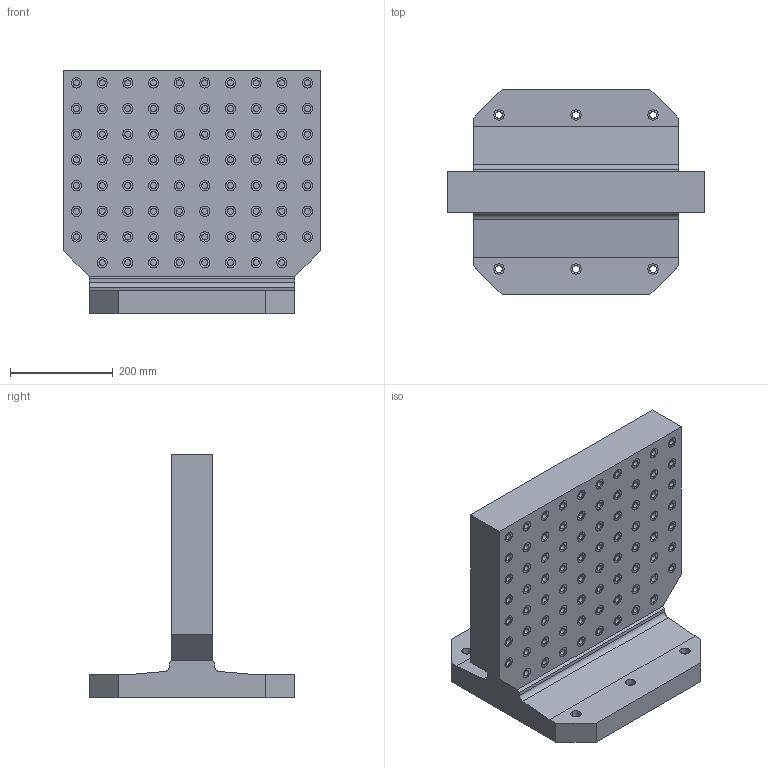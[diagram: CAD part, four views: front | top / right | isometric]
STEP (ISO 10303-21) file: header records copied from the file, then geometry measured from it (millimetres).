
FILE_DESCRIPTION(('STEP AP214'),'1');
FILE_NAME(' ',' ',('TraceParts'),('TraceParts S.A.'),'XStep 1.0',' ',' ');
FILE_SCHEMA(('automotive_design'));
Length unit declared in the file: millimetre
Products named in the file (1): 1
Bounding box: 500 x 400 x 475 mm (x, y, z)
Volume: 23414481 mm3; surface area: 1049963.8 mm2
Topology: 1 solids, 1 shells, 1001 faces, 2030 edges, 1352 vertices
Faces by surface type: cylinder 656, plane 345
Entity records: 51850 total; most frequent: DIRECTION 5346, STYLED_ITEM 4384, PRESENTATION_STYLE_ASSIGNMENT 4384, CARTESIAN_POINT 4384, COLOUR_RGB 4384, ORIENTED_EDGE 4060, AXIS2_PLACEMENT_3D 2314, EDGE_CURVE 2030
